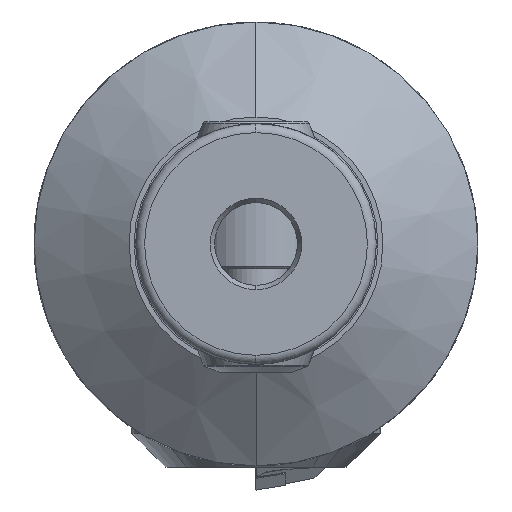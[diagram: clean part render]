
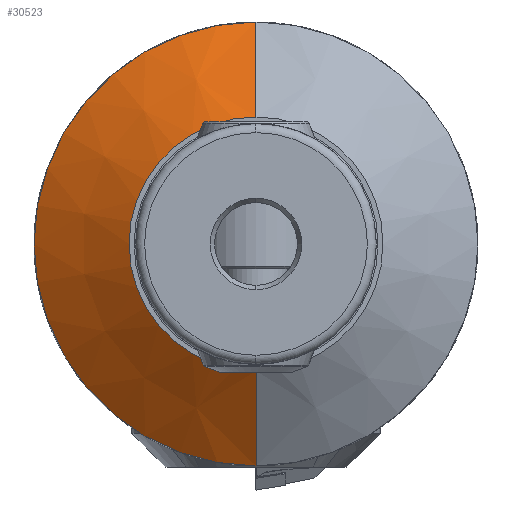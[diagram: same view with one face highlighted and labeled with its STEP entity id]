
A CAD part, left-side view. The second image highlights one B-rep face of the part: STEP entity #30523.
In plain terms, the highlighted conical face has half-angle 55 degrees and reference radius 25.075 mm.
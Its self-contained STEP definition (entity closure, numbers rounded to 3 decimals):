
#1166 = AXIS2_PLACEMENT_3D ( 'NONE', #20822, #23306, #24417 ) ;
#1796 = EDGE_CURVE ( 'NONE', #2576, #28403, #10371, .T. ) ;
#2051 = DIRECTION ( 'NONE',  ( 0., 0., -1. ) ) ;
#2576 = VERTEX_POINT ( 'NONE', #37914 ) ;
#2773 = AXIS2_PLACEMENT_3D ( 'NONE', #5152, #23361, #26972 ) ;
#4688 = CIRCLE ( 'NONE', #2773, 29.5 ) ;
#4731 = VERTEX_POINT ( 'NONE', #21041 ) ;
#5152 = CARTESIAN_POINT ( 'NONE',  ( -72.902, 0., 0. ) ) ;
#6333 = EDGE_LOOP ( 'NONE', ( #25310, #45199, #6528, #37255 ) ) ;
#6528 = ORIENTED_EDGE ( 'NONE', *, *, #8812, .F. ) ;
#8812 = EDGE_CURVE ( 'NONE', #28403, #33327, #4688, .T. ) ;
#9701 = VECTOR ( 'NONE', #17549, 1000. ) ;
#10371 = LINE ( 'NONE', #43765, #12621 ) ;
#12621 = VECTOR ( 'NONE', #18755, 1000. ) ;
#17142 = FACE_OUTER_BOUND ( 'NONE', #6333, .T. ) ;
#17549 = DIRECTION ( 'NONE',  ( 0.574, 0., 0.819 ) ) ;
#17828 = CARTESIAN_POINT ( 'NONE',  ( -72.902, 0., -29.5 ) ) ;
#18755 = DIRECTION ( 'NONE',  ( 0.574, 0., -0.819 ) ) ;
#20822 = CARTESIAN_POINT ( 'NONE',  ( -81.744, 0., 0. ) ) ;
#21041 = CARTESIAN_POINT ( 'NONE',  ( -81.744, 0., 16.872 ) ) ;
#23306 = DIRECTION ( 'NONE',  ( 1., 0., 0. ) ) ;
#23361 = DIRECTION ( 'NONE',  ( 1., 0., 0. ) ) ;
#23418 = DIRECTION ( 'NONE',  ( 1., 0., 0. ) ) ;
#24417 = DIRECTION ( 'NONE',  ( 0., 0., -1. ) ) ;
#24796 = EDGE_CURVE ( 'NONE', #4731, #33327, #28843, .T. ) ;
#25310 = ORIENTED_EDGE ( 'NONE', *, *, #28234, .T. ) ;
#25325 = AXIS2_PLACEMENT_3D ( 'NONE', #41696, #23418, #2051 ) ;
#26972 = DIRECTION ( 'NONE',  ( 0., 0., -1. ) ) ;
#27689 = CARTESIAN_POINT ( 'NONE',  ( -72.902, 0., 29.5 ) ) ;
#28234 = EDGE_CURVE ( 'NONE', #2576, #4731, #33026, .T. ) ;
#28403 = VERTEX_POINT ( 'NONE', #17828 ) ;
#28843 = LINE ( 'NONE', #31376, #9701 ) ;
#30523 = ADVANCED_FACE ( 'NONE', ( #17142 ), #39690, .T. ) ;
#31376 = CARTESIAN_POINT ( 'NONE',  ( -76., 0., 25.075 ) ) ;
#33026 = CIRCLE ( 'NONE', #1166, 16.872 ) ;
#33327 = VERTEX_POINT ( 'NONE', #27689 ) ;
#37255 = ORIENTED_EDGE ( 'NONE', *, *, #1796, .F. ) ;
#37914 = CARTESIAN_POINT ( 'NONE',  ( -81.744, 0., -16.872 ) ) ;
#39690 = CONICAL_SURFACE ( 'NONE', #25325, 25.075, 0.96 ) ;
#41696 = CARTESIAN_POINT ( 'NONE',  ( -76., 0., 0. ) ) ;
#43765 = CARTESIAN_POINT ( 'NONE',  ( -76., 0., -25.075 ) ) ;
#45199 = ORIENTED_EDGE ( 'NONE', *, *, #24796, .T. ) ;
